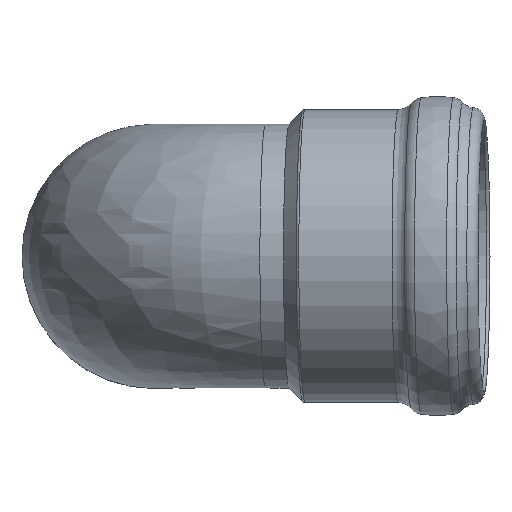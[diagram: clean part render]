
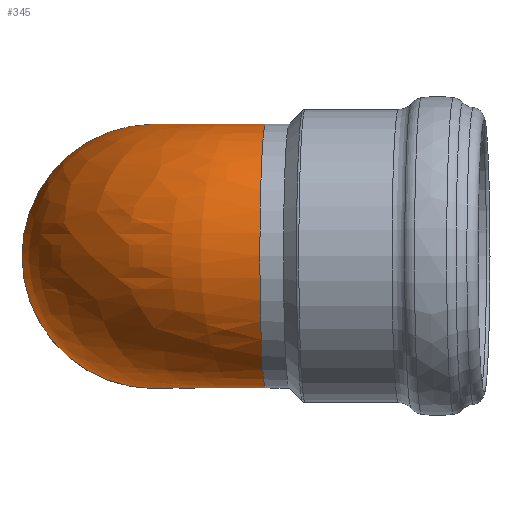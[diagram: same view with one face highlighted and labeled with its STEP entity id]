
A CAD part, top view. The second image highlights one B-rep face of the part: STEP entity #345.
In plain terms, the highlighted free-form (B-spline) face has degree [2, 2] with [9, 3] control points.
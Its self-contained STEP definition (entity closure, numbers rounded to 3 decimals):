
#29=(
BOUNDED_SURFACE()
B_SPLINE_SURFACE(2,2,((#635,#636,#637),(#638,#639,#640),(#641,#642,#643),
(#644,#645,#646),(#647,#648,#649),(#650,#651,#652),(#653,#654,#655),(#656,
#657,#658),(#659,#660,#661)),.UNSPECIFIED.,.F.,.F.,.F.)
B_SPLINE_SURFACE_WITH_KNOTS((3,2,2,2,3),(3,3),(-2.593,-1.297,
0.,1.297,2.593),(-1.571,
-0.044),.UNSPECIFIED.)
GEOMETRIC_REPRESENTATION_ITEM()
RATIONAL_B_SPLINE_SURFACE(((1.,0.722,1.),(0.797,
0.576,0.797),(1.,0.722,1.),(0.797,
0.576,0.797),(1.,0.722,1.),(0.797,
0.576,0.797),(1.,0.722,1.),(0.797,
0.576,0.797),(1.,0.722,1.)))
REPRESENTATION_ITEM('')
SURFACE()
);
#34=B_SPLINE_CURVE_WITH_KNOTS('',3,(#599,#600,#601,#602,#603,#604,#605,
#606,#607,#608,#609,#610,#611,#612,#613,#614),.UNSPECIFIED.,.F.,.F.,(4,
3,3,3,3,4),(-0.001,0.039,0.077,
0.109,0.132,0.191),.UNSPECIFIED.);
#35=B_SPLINE_CURVE_WITH_KNOTS('',3,(#618,#619,#620,#621,#622,#623,#624,
#625,#626,#627,#628,#629,#630,#631,#632,#633),.UNSPECIFIED.,.F.,.F.,(4,
3,3,3,3,4),(-0.001,0.039,0.077,
0.082,0.132,0.191),.UNSPECIFIED.);
#66=FACE_OUTER_BOUND('',#98,.T.);
#98=EDGE_LOOP('',(#261,#262,#263,#264));
#155=CIRCLE('',#381,39.);
#156=CIRCLE('',#382,39.);
#187=VERTEX_POINT('',#597);
#188=VERTEX_POINT('',#598);
#189=VERTEX_POINT('',#615);
#190=VERTEX_POINT('',#617);
#220=EDGE_CURVE('',#187,#188,#34,.T.);
#222=EDGE_CURVE('',#190,#189,#35,.T.);
#224=EDGE_CURVE('',#190,#188,#155,.T.);
#225=EDGE_CURVE('',#189,#187,#156,.T.);
#261=ORIENTED_EDGE('',*,*,#220,.T.);
#262=ORIENTED_EDGE('',*,*,#224,.F.);
#263=ORIENTED_EDGE('',*,*,#222,.T.);
#264=ORIENTED_EDGE('',*,*,#225,.T.);
#345=ADVANCED_FACE('',(#66),#29,.F.);
#381=AXIS2_PLACEMENT_3D('',#662,#449,#450);
#382=AXIS2_PLACEMENT_3D('',#663,#451,#452);
#449=DIRECTION('center_axis',(0.999,0.,0.044));
#450=DIRECTION('ref_axis',(-0.044,0.,0.999));
#451=DIRECTION('center_axis',(0.,0.,1.));
#452=DIRECTION('ref_axis',(-1.,0.,0.));
#597=CARTESIAN_POINT('',(33.222,-20.428,62.973));
#598=CARTESIAN_POINT('',(34.444,-20.428,64.25));
#599=CARTESIAN_POINT('Ctrl Pts',(33.222,-20.428,62.973));
#600=CARTESIAN_POINT('Ctrl Pts',(33.238,-20.402,63.101));
#601=CARTESIAN_POINT('Ctrl Pts',(33.271,-20.381,63.227));
#602=CARTESIAN_POINT('Ctrl Pts',(33.32,-20.365,63.348));
#603=CARTESIAN_POINT('Ctrl Pts',(33.368,-20.349,63.466));
#604=CARTESIAN_POINT('Ctrl Pts',(33.43,-20.339,63.577));
#605=CARTESIAN_POINT('Ctrl Pts',(33.506,-20.333,63.679));
#606=CARTESIAN_POINT('Ctrl Pts',(33.569,-20.329,63.763));
#607=CARTESIAN_POINT('Ctrl Pts',(33.64,-20.328,63.84));
#608=CARTESIAN_POINT('Ctrl Pts',(33.718,-20.331,63.908));
#609=CARTESIAN_POINT('Ctrl Pts',(33.777,-20.333,63.959));
#610=CARTESIAN_POINT('Ctrl Pts',(33.84,-20.338,64.005));
#611=CARTESIAN_POINT('Ctrl Pts',(33.906,-20.344,64.047));
#612=CARTESIAN_POINT('Ctrl Pts',(34.072,-20.361,64.15));
#613=CARTESIAN_POINT('Ctrl Pts',(34.255,-20.389,64.218));
#614=CARTESIAN_POINT('Ctrl Pts',(34.444,-20.428,64.25));
#615=CARTESIAN_POINT('',(33.222,20.428,62.973));
#617=CARTESIAN_POINT('',(34.444,20.428,64.25));
#618=CARTESIAN_POINT('Ctrl Pts',(34.444,20.428,64.25));
#619=CARTESIAN_POINT('Ctrl Pts',(34.317,20.402,64.229));
#620=CARTESIAN_POINT('Ctrl Pts',(34.192,20.381,64.191));
#621=CARTESIAN_POINT('Ctrl Pts',(34.074,20.364,64.136));
#622=CARTESIAN_POINT('Ctrl Pts',(33.958,20.349,64.084));
#623=CARTESIAN_POINT('Ctrl Pts',(33.85,20.338,64.017));
#624=CARTESIAN_POINT('Ctrl Pts',(33.751,20.333,63.936));
#625=CARTESIAN_POINT('Ctrl Pts',(33.74,20.332,63.927));
#626=CARTESIAN_POINT('Ctrl Pts',(33.729,20.331,63.918));
#627=CARTESIAN_POINT('Ctrl Pts',(33.718,20.331,63.908));
#628=CARTESIAN_POINT('Ctrl Pts',(33.591,20.326,63.798));
#629=CARTESIAN_POINT('Ctrl Pts',(33.485,20.331,63.666));
#630=CARTESIAN_POINT('Ctrl Pts',(33.403,20.345,63.52));
#631=CARTESIAN_POINT('Ctrl Pts',(33.307,20.361,63.35));
#632=CARTESIAN_POINT('Ctrl Pts',(33.246,20.389,63.164));
#633=CARTESIAN_POINT('Ctrl Pts',(33.222,20.428,62.973));
#635=CARTESIAN_POINT('Ctrl Pts',(33.285,-20.325,62.973));
#636=CARTESIAN_POINT('Ctrl Pts',(33.285,-20.325,64.137));
#637=CARTESIAN_POINT('Ctrl Pts',(34.447,-20.325,64.187));
#638=CARTESIAN_POINT('Ctrl Pts',(17.887,-45.542,62.973));
#639=CARTESIAN_POINT('Ctrl Pts',(17.887,-45.542,78.877));
#640=CARTESIAN_POINT('Ctrl Pts',(33.775,-45.542,79.571));
#641=CARTESIAN_POINT('Ctrl Pts',(-10.557,-37.544,62.973));
#642=CARTESIAN_POINT('Ctrl Pts',(-10.557,-37.544,106.106));
#643=CARTESIAN_POINT('Ctrl Pts',(32.535,-37.544,107.987));
#644=CARTESIAN_POINT('Ctrl Pts',(-39.,-29.546,62.973));
#645=CARTESIAN_POINT('Ctrl Pts',(-39.,-29.546,133.334));
#646=CARTESIAN_POINT('Ctrl Pts',(31.294,-29.546,136.403));
#647=CARTESIAN_POINT('Ctrl Pts',(-39.,0.,62.973));
#648=CARTESIAN_POINT('Ctrl Pts',(-39.,0.,
133.334));
#649=CARTESIAN_POINT('Ctrl Pts',(31.294,0.,
136.403));
#650=CARTESIAN_POINT('Ctrl Pts',(-39.,29.546,62.973));
#651=CARTESIAN_POINT('Ctrl Pts',(-39.,29.546,133.334));
#652=CARTESIAN_POINT('Ctrl Pts',(31.294,29.546,136.403));
#653=CARTESIAN_POINT('Ctrl Pts',(-10.557,37.544,62.973));
#654=CARTESIAN_POINT('Ctrl Pts',(-10.557,37.544,106.106));
#655=CARTESIAN_POINT('Ctrl Pts',(32.535,37.544,107.987));
#656=CARTESIAN_POINT('Ctrl Pts',(17.887,45.542,62.973));
#657=CARTESIAN_POINT('Ctrl Pts',(17.887,45.542,78.877));
#658=CARTESIAN_POINT('Ctrl Pts',(33.775,45.542,79.571));
#659=CARTESIAN_POINT('Ctrl Pts',(33.285,20.325,62.973));
#660=CARTESIAN_POINT('Ctrl Pts',(33.285,20.325,64.137));
#661=CARTESIAN_POINT('Ctrl Pts',(34.447,20.325,64.187));
#662=CARTESIAN_POINT('Origin',(32.995,0.,97.441));
#663=CARTESIAN_POINT('Origin',(0.,0.,62.973));
